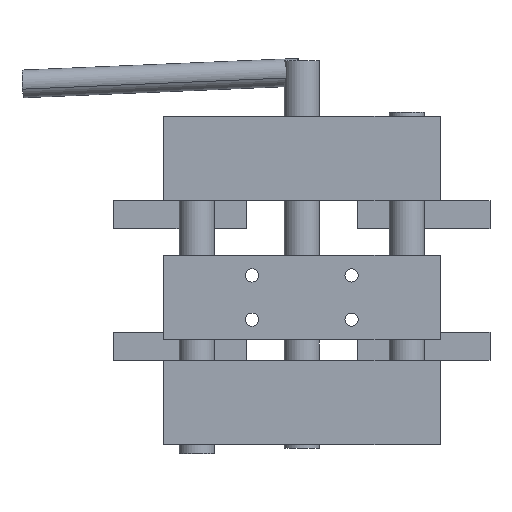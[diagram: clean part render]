
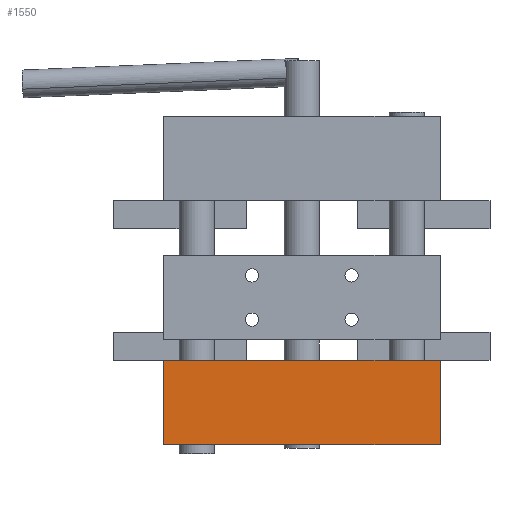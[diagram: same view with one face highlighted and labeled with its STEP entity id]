
A CAD part, front view. The second image highlights one B-rep face of the part: STEP entity #1550.
In plain terms, the highlighted planar face has unit normal (0, -1, 0).
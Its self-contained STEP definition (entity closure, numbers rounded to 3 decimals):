
#8 = CARTESIAN_POINT ( 'NONE',  ( 0., 0., 0. ) ) ;
#18 = DIRECTION ( 'NONE',  ( 1., 0., 0. ) ) ;
#231 = EDGE_CURVE ( 'NONE', #2777, #2778, #599, .T. ) ;
#248 = EDGE_CURVE ( 'NONE', #2787, #2788, #632, .T. ) ;
#254 = EDGE_CURVE ( 'NONE', #2778, #2787, #643, .T. ) ;
#257 = EDGE_CURVE ( 'NONE', #2788, #2777, #648, .T. ) ;
#347 = ORIENTED_EDGE ( 'NONE', *, *, #257, .F. ) ;
#348 = ORIENTED_EDGE ( 'NONE', *, *, #248, .F. ) ;
#349 = ORIENTED_EDGE ( 'NONE', *, *, #254, .F. ) ;
#350 = ORIENTED_EDGE ( 'NONE', *, *, #231, .F. ) ;
#466 = EDGE_LOOP ( 'NONE', ( #347, #348, #349, #350 ) ) ;
#599 = LINE ( 'NONE', #8, #602 ) ;
#602 = VECTOR ( 'NONE', #18, 1000. ) ;
#632 = LINE ( 'NONE', #918, #633 ) ;
#633 = VECTOR ( 'NONE', #919, 1000. ) ;
#640 = VECTOR ( 'NONE', #939, 1000. ) ;
#643 = LINE ( 'NONE', #932, #644 ) ;
#644 = VECTOR ( 'NONE', #933, 1000. ) ;
#648 = LINE ( 'NONE', #927, #640 ) ;
#705 = FACE_OUTER_BOUND ( 'NONE', #466, .T. ) ;
#918 = CARTESIAN_POINT ( 'NONE',  ( 0., 0., -76.2 ) ) ;
#919 = DIRECTION ( 'NONE',  ( -1., 0., 0. ) ) ;
#927 = CARTESIAN_POINT ( 'NONE',  ( 0., 0., 0. ) ) ;
#932 = CARTESIAN_POINT ( 'NONE',  ( 250., 0., 0. ) ) ;
#933 = DIRECTION ( 'NONE',  ( 0., 0., -1. ) ) ;
#939 = DIRECTION ( 'NONE',  ( 0., 0., 1. ) ) ;
#1010 = CARTESIAN_POINT ( 'NONE',  ( 0., 0., -76.2 ) ) ;
#1017 = PLANE ( 'NONE',  #1732 ) ;
#1022 = DIRECTION ( 'NONE',  ( 0., -1., 0. ) ) ;
#1023 = DIRECTION ( 'NONE',  ( 0., 0., -1. ) ) ;
#1415 = CARTESIAN_POINT ( 'NONE',  ( 0., 0., 0. ) ) ;
#1416 = CARTESIAN_POINT ( 'NONE',  ( 250., 0., 0. ) ) ;
#1425 = CARTESIAN_POINT ( 'NONE',  ( 250., 0., -76.2 ) ) ;
#1426 = CARTESIAN_POINT ( 'NONE',  ( 0., 0., -76.2 ) ) ;
#1550 = ADVANCED_FACE ( 'NONE', ( #705 ), #1017, .T. ) ;
#1732 = AXIS2_PLACEMENT_3D ( 'NONE', #1010, #1022, #1023 ) ;
#2777 = VERTEX_POINT ( 'NONE', #1415 ) ;
#2778 = VERTEX_POINT ( 'NONE', #1416 ) ;
#2787 = VERTEX_POINT ( 'NONE', #1425 ) ;
#2788 = VERTEX_POINT ( 'NONE', #1426 ) ;
